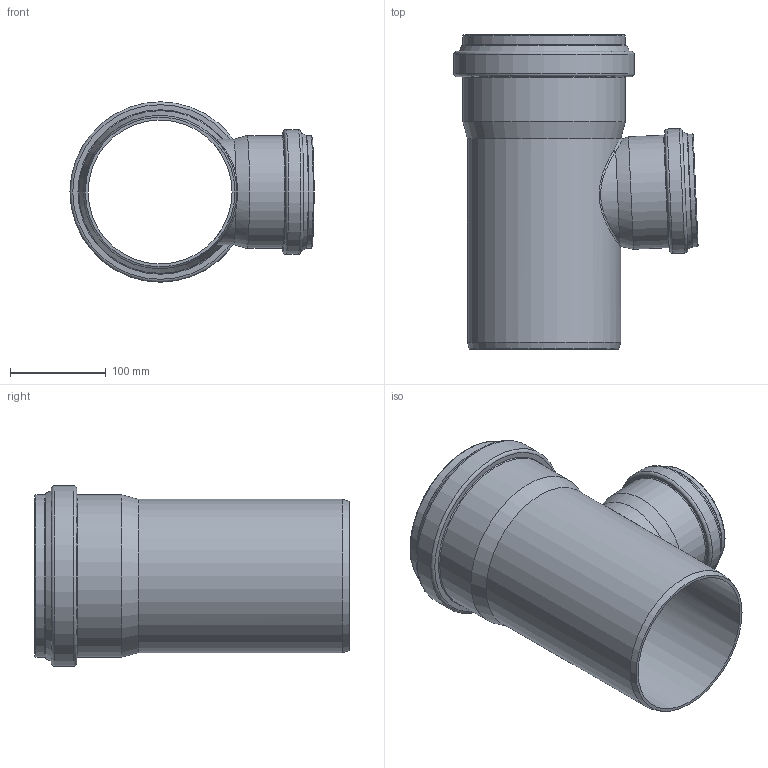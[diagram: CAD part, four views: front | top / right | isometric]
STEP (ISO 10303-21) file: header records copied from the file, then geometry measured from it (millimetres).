
FILE_DESCRIPTION(/* description */ (''),/* implementation_level */ '2;1');
FILE_NAME(/* name */ '774350 KG2000EA Abzweig DN_OD 160_110_87°.stp',/* time_stamp */ '2017-01-30T13:20:33+01:00',/* author */ ('user1'),/* organization */ (''),/* preprocessor_version */ 'ST-DEVELOPER v16.1',/* originating_system */ 'Autodesk Inventor 2016',/* authorisation */ '');
FILE_SCHEMA (('AUTOMOTIVE_DESIGN { 1 0 10303 214 3 1 1 }'));
Length unit declared in the file: millimetre
Products named in the file (1): 774350 KG2000EA Abzweig DN_OD 160_110_87°
Bounding box: 255 x 328 x 188.4 mm (x, y, z)
Volume: 897661 mm3; surface area: 401644.6 mm2
Topology: 1 solids, 1 shells, 70 faces, 146 edges, 82 vertices
Faces by surface type: torus 28, cylinder 17, cone 15, plane 8, bspline 2
Full cylindrical faces by diameter (mm): 110.8 x2, 117.6 x2, 123.4 x1, 130.2 x1, 150.3 x1, 160.1 x1, 160.7 x2, 169.7 x2, 179.4 x1, 188.4 x1
Entity records: 2060 total; most frequent: CARTESIAN_POINT 808, DIRECTION 272, ORIENTED_EDGE 164, EDGE_LOOP 136, AXIS2_PLACEMENT_3D 136, EDGE_CURVE 82, VERTEX_POINT 76, FACE_OUTER_BOUND 70
